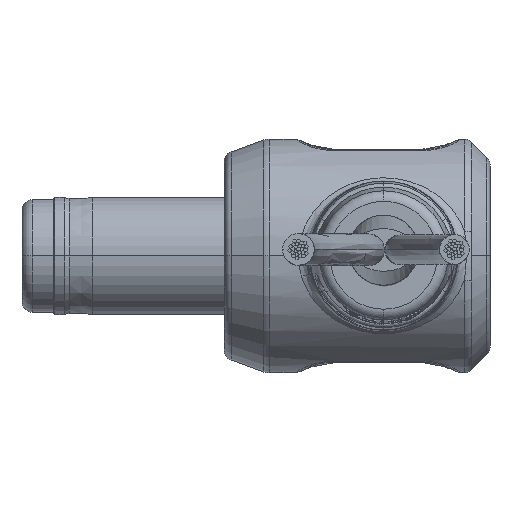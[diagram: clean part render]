
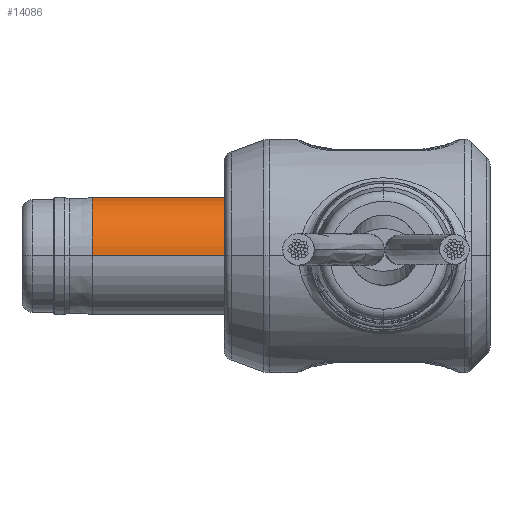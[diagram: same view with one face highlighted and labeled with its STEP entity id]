
A CAD part, top view. The second image highlights one B-rep face of the part: STEP entity #14086.
In plain terms, the highlighted cylindrical face has radius 2.755 mm (diameter 5.51 mm), a partial arc.
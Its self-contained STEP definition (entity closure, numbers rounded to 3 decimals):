
#1233 = CIRCLE ( 'NONE', #14607, 2.755 ) ;
#1609 = ORIENTED_EDGE ( 'NONE', *, *, #10105, .T. ) ;
#1749 = DIRECTION ( 'NONE',  ( -1., 0., 0. ) ) ;
#3677 = ORIENTED_EDGE ( 'NONE', *, *, #24349, .F. ) ;
#4484 = DIRECTION ( 'NONE',  ( -1., 0., 0. ) ) ;
#4724 = CARTESIAN_POINT ( 'NONE',  ( 2.8, 0., 0. ) ) ;
#5678 = DIRECTION ( 'NONE',  ( 0., 0., 1. ) ) ;
#6043 = ORIENTED_EDGE ( 'NONE', *, *, #13610, .T. ) ;
#7365 = DIRECTION ( 'NONE',  ( 0., 0., 1. ) ) ;
#7808 = VERTEX_POINT ( 'NONE', #11818 ) ;
#8638 = DIRECTION ( 'NONE',  ( -1., 0., 0. ) ) ;
#8931 = ORIENTED_EDGE ( 'NONE', *, *, #24934, .F. ) ;
#9084 = VERTEX_POINT ( 'NONE', #19217 ) ;
#9147 = VECTOR ( 'NONE', #24970, 1000. ) ;
#10105 = EDGE_CURVE ( 'NONE', #9084, #7808, #20602, .T. ) ;
#10295 = AXIS2_PLACEMENT_3D ( 'NONE', #19124, #1749, #7365 ) ;
#11170 = CYLINDRICAL_SURFACE ( 'NONE', #10295, 2.755 ) ;
#11818 = CARTESIAN_POINT ( 'NONE',  ( 13.9, 0., -2.755 ) ) ;
#11840 = CARTESIAN_POINT ( 'NONE',  ( 13.9, 0., 0. ) ) ;
#12442 = CARTESIAN_POINT ( 'NONE',  ( 2.8, 0., 2.755 ) ) ;
#13610 = EDGE_CURVE ( 'NONE', #7808, #19930, #18464, .T. ) ;
#14086 = ADVANCED_FACE ( 'NONE', ( #20742 ), #11170, .T. ) ;
#14607 = AXIS2_PLACEMENT_3D ( 'NONE', #4724, #8638, #16607 ) ;
#14913 = VERTEX_POINT ( 'NONE', #12442 ) ;
#16607 = DIRECTION ( 'NONE',  ( 0., 0., 1. ) ) ;
#17008 = LINE ( 'NONE', #17274, #9147 ) ;
#17274 = CARTESIAN_POINT ( 'NONE',  ( 14.5, 0., 2.755 ) ) ;
#18192 = VECTOR ( 'NONE', #4484, 1000. ) ;
#18464 = LINE ( 'NONE', #18850, #18192 ) ;
#18850 = CARTESIAN_POINT ( 'NONE',  ( 14.5, 0., -2.755 ) ) ;
#19124 = CARTESIAN_POINT ( 'NONE',  ( 14.5, 0., 0. ) ) ;
#19212 = CARTESIAN_POINT ( 'NONE',  ( 2.8, 0., -2.755 ) ) ;
#19217 = CARTESIAN_POINT ( 'NONE',  ( 13.9, 0., 2.755 ) ) ;
#19930 = VERTEX_POINT ( 'NONE', #19212 ) ;
#20602 = CIRCLE ( 'NONE', #23938, 2.755 ) ;
#20742 = FACE_OUTER_BOUND ( 'NONE', #21704, .T. ) ;
#21704 = EDGE_LOOP ( 'NONE', ( #1609, #6043, #8931, #3677 ) ) ;
#23577 = DIRECTION ( 'NONE',  ( -1., 0., 0. ) ) ;
#23938 = AXIS2_PLACEMENT_3D ( 'NONE', #11840, #23577, #5678 ) ;
#24349 = EDGE_CURVE ( 'NONE', #9084, #14913, #17008, .T. ) ;
#24934 = EDGE_CURVE ( 'NONE', #14913, #19930, #1233, .T. ) ;
#24970 = DIRECTION ( 'NONE',  ( -1., 0., 0. ) ) ;
